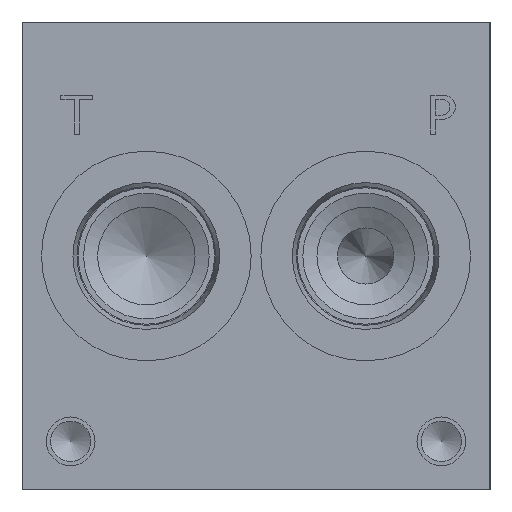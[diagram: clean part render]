
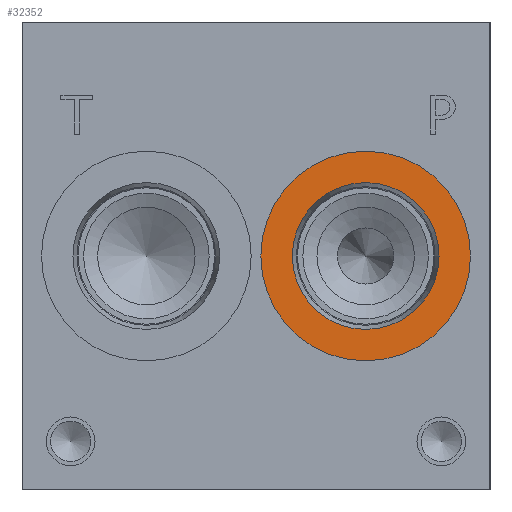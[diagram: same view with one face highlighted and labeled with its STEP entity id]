
A CAD part, left-side view. The second image highlights one B-rep face of the part: STEP entity #32352.
In plain terms, the highlighted planar face has unit normal (-1, 0, 0).
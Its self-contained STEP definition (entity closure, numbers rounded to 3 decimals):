
#1947=CIRCLE('',#35077,17.069);
#1948=CIRCLE('',#35078,17.069);
#1949=CIRCLE('',#35079,11.951);
#2232=FACE_BOUND('',#6951,.T.);
#4977=FACE_OUTER_BOUND('',#6950,.T.);
#6950=EDGE_LOOP('',(#28632,#28633));
#6951=EDGE_LOOP('',(#28634));
#15413=VERTEX_POINT('',#56518);
#15414=VERTEX_POINT('',#56519);
#15415=VERTEX_POINT('',#56522);
#19917=EDGE_CURVE('',#15413,#15414,#1947,.T.);
#19918=EDGE_CURVE('',#15414,#15413,#1948,.T.);
#19919=EDGE_CURVE('',#15415,#15415,#1949,.T.);
#28632=ORIENTED_EDGE('',*,*,#19917,.T.);
#28633=ORIENTED_EDGE('',*,*,#19918,.T.);
#28634=ORIENTED_EDGE('',*,*,#19919,.F.);
#29751=PLANE('',#35076);
#32352=ADVANCED_FACE('',(#4977,#2232),#29751,.T.);
#35076=AXIS2_PLACEMENT_3D('',#56517,#43053,#43054);
#35077=AXIS2_PLACEMENT_3D('',#56520,#43055,#43056);
#35078=AXIS2_PLACEMENT_3D('',#56521,#43057,#43058);
#35079=AXIS2_PLACEMENT_3D('',#56523,#43059,#43060);
#43053=DIRECTION('center_axis',(-1.,0.,0.));
#43054=DIRECTION('ref_axis',(0.,1.,0.));
#43055=DIRECTION('center_axis',(-1.,0.,0.));
#43056=DIRECTION('ref_axis',(0.,1.,0.));
#43057=DIRECTION('center_axis',(-1.,0.,0.));
#43058=DIRECTION('ref_axis',(0.,1.,0.));
#43059=DIRECTION('center_axis',(-1.,0.,0.));
#43060=DIRECTION('ref_axis',(0.,1.,0.));
#56517=CARTESIAN_POINT('Origin',(0.787,20.244,38.1));
#56518=CARTESIAN_POINT('',(0.787,37.313,38.1));
#56519=CARTESIAN_POINT('',(0.787,3.175,38.1));
#56520=CARTESIAN_POINT('Origin',(0.787,20.244,38.1));
#56521=CARTESIAN_POINT('Origin',(0.787,20.244,38.1));
#56522=CARTESIAN_POINT('',(0.787,8.293,38.1));
#56523=CARTESIAN_POINT('Origin',(0.787,20.244,38.1));
